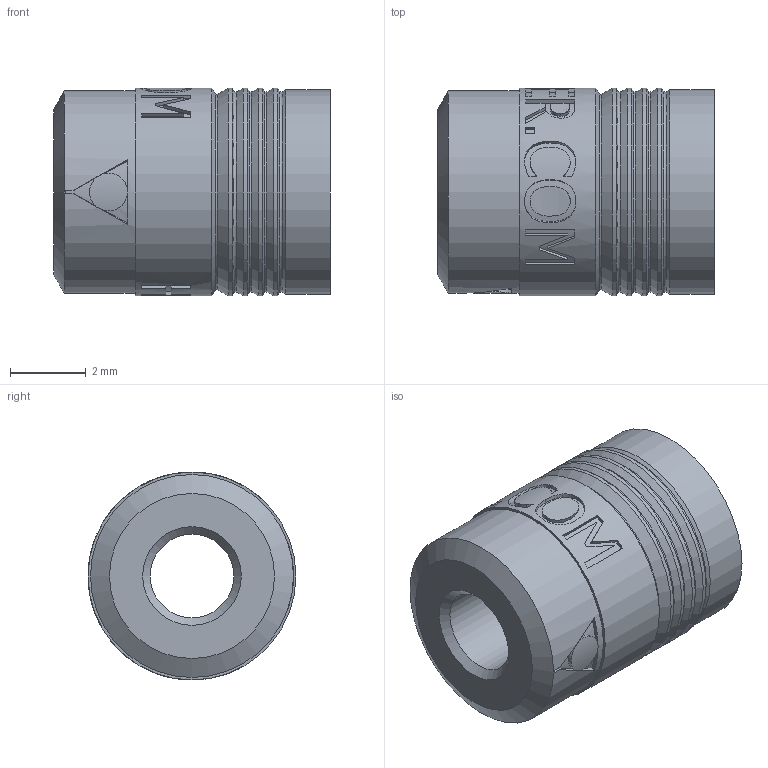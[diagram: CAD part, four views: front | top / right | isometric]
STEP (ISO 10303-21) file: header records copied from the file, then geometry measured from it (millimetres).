
FILE_DESCRIPTION(/* description */ ('Flex Check FR055_K275-XXX'),/* implementation_level */ '2;1');
FILE_NAME(/* name */ '395 010 007-FR055.stp',/* time_stamp */ '2017-05-31T17:29:08+02:00',/* author */ ('bruno.glinz'),/* organization */ ('Hoenger AG'),/* preprocessor_version */ 'ST-DEVELOPER v16.5',/* originating_system */ 'Autodesk Inventor 2017',/* authorisation */ '');
FILE_SCHEMA (('AUTOMOTIVE_DESIGN { 1 0 10303 214 3 1 1 }'));
Length unit declared in the file: millimetre
Products named in the file (1): 395 010 007-step
Bounding box: 7.3 x 5.48 x 5.48 mm (x, y, z)
Volume: 123.5 mm3; surface area: 232.3 mm2
Topology: 1 solids, 1 shells, 212 faces, 547 edges, 353 vertices
Faces by surface type: plane 86, bspline 80, cylinder 28, cone 13, torus 5
Full cylindrical faces by diameter (mm): 2.2 x1, 3.53 x1, 5.35 x1, 5.379 x1, 5.48 x5
Entity records: 8206 total; most frequent: CARTESIAN_POINT 3590, ORIENTED_EDGE 1034, DIRECTION 735, EDGE_CURVE 514, VERTEX_POINT 349, EDGE_LOOP 257, AXIS2_PLACEMENT_3D 249, LINE 237
